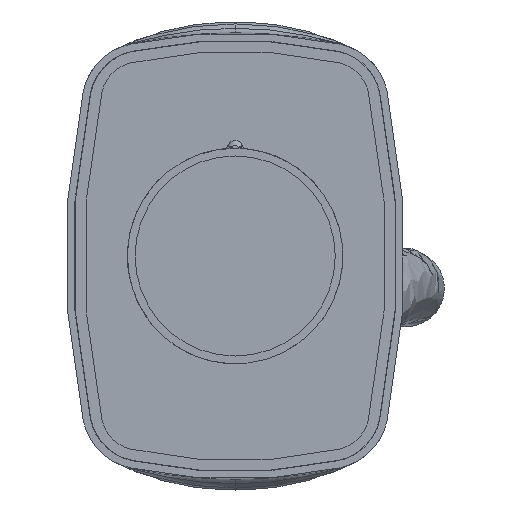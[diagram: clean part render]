
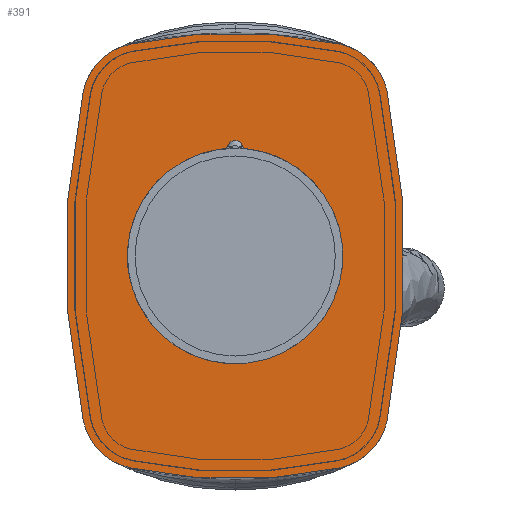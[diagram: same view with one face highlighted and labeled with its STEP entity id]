
A CAD part, left-side view. The second image highlights one B-rep face of the part: STEP entity #391.
In plain terms, the highlighted planar face has unit normal (-1, 0, 0).
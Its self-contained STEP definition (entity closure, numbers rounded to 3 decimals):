
#391=ADVANCED_FACE('',(#851,#852),#853,.T.);
#851=FACE_OUTER_BOUND('',#3707,.T.);
#852=FACE_BOUND('',#3708,.T.);
#853=PLANE('',#3709);
#3707=EDGE_LOOP('',(#6877,#6878,#6879,#6880,#6881,#6882,#6883,#6884));
#3708=EDGE_LOOP('',(#6885,#6886,#6887,#6888));
#3709=AXIS2_PLACEMENT_3D('',#6889,#6890,#6891);
#6877=ORIENTED_EDGE('',*,*,#7690,.T.);
#6878=ORIENTED_EDGE('',*,*,#7400,.T.);
#6879=ORIENTED_EDGE('',*,*,#7368,.T.);
#6880=ORIENTED_EDGE('',*,*,#7688,.T.);
#6881=ORIENTED_EDGE('',*,*,#7686,.T.);
#6882=ORIENTED_EDGE('',*,*,#7438,.T.);
#6883=ORIENTED_EDGE('',*,*,#7683,.T.);
#6884=ORIENTED_EDGE('',*,*,#7669,.F.);
#6885=ORIENTED_EDGE('',*,*,#7336,.F.);
#6886=ORIENTED_EDGE('',*,*,#7313,.T.);
#6887=ORIENTED_EDGE('',*,*,#7334,.F.);
#6888=ORIENTED_EDGE('',*,*,#7692,.T.);
#6889=CARTESIAN_POINT('',(49.7,0.0,0.3));
#6890=DIRECTION('',(-1.0,0.0,0.));
#6891=DIRECTION('',(0.0,-1.0,0.0));
#7313=EDGE_CURVE('',#7877,#7883,#7885,.T.);
#7334=EDGE_CURVE('',#7912,#7883,#7914,.T.);
#7336=EDGE_CURVE('',#7877,#7916,#7917,.T.);
#7368=EDGE_CURVE('',#7962,#7964,#7966,.T.);
#7400=EDGE_CURVE('',#7980,#7962,#8024,.T.);
#7438=EDGE_CURVE('',#8048,#8092,#8094,.T.);
#7669=EDGE_CURVE('',#8408,#8409,#8410,.T.);
#7683=EDGE_CURVE('',#8092,#8409,#8431,.T.);
#7686=EDGE_CURVE('',#8433,#8048,#8435,.T.);
#7688=EDGE_CURVE('',#7964,#8433,#8437,.T.);
#7690=EDGE_CURVE('',#8408,#7980,#8439,.T.);
#7692=EDGE_CURVE('',#7912,#7916,#8441,.T.);
#7877=VERTEX_POINT('',#8809);
#7883=VERTEX_POINT('',#8823);
#7885=CIRCLE('',#8826,0.3);
#7912=VERTEX_POINT('',#8860);
#7914=CIRCLE('',#8863,0.5);
#7916=VERTEX_POINT('',#8865);
#7917=CIRCLE('',#8866,7.0);
#7962=VERTEX_POINT('',#8977);
#7964=VERTEX_POINT('',#8980);
#7966=CIRCLE('',#8983,51.0);
#7980=VERTEX_POINT('',#9029);
#8024=CIRCLE('',#9093,4.0);
#8048=VERTEX_POINT('',#9211);
#8092=VERTEX_POINT('',#9275);
#8094=CIRCLE('',#9278,4.0);
#8408=VERTEX_POINT('',#10143);
#8409=VERTEX_POINT('',#10144);
#8410=CIRCLE('',#10145,4.0);
#8431=CIRCLE('',#10190,51.0);
#8433=VERTEX_POINT('',#10192);
#8435=CIRCLE('',#10195,32.0);
#8437=CIRCLE('',#10197,4.0);
#8439=CIRCLE('',#10199,32.0);
#8441=CIRCLE('',#10201,0.3);
#8809=CARTESIAN_POINT('',(49.7,0.725,7.262));
#8823=CARTESIAN_POINT('',(49.7,0.473,7.463));
#8826=AXIS2_PLACEMENT_3D('',#11285,#11286,#11287);
#8860=CARTESIAN_POINT('',(49.7,-0.473,7.463));
#8863=AXIS2_PLACEMENT_3D('',#11325,#11326,#11327);
#8865=CARTESIAN_POINT('',(49.7,-0.725,7.262));
#8866=AXIS2_PLACEMENT_3D('',#11328,#11329,#11330);
#8977=CARTESIAN_POINT('',(49.7,9.87,10.998));
#8980=CARTESIAN_POINT('',(49.7,9.87,-10.398));
#8983=AXIS2_PLACEMENT_3D('',#11350,#11351,#11352);
#9029=CARTESIAN_POINT('',(49.7,6.81,14.067));
#9093=AXIS2_PLACEMENT_3D('',#11381,#11382,#11383);
#9211=CARTESIAN_POINT('',(49.7,-6.81,-13.467));
#9275=CARTESIAN_POINT('',(49.7,-9.87,-10.398));
#9278=AXIS2_PLACEMENT_3D('',#11413,#11414,#11415);
#10143=CARTESIAN_POINT('',(49.7,-6.81,14.067));
#10144=CARTESIAN_POINT('',(49.7,-9.87,10.998));
#10145=AXIS2_PLACEMENT_3D('',#11504,#11505,#11506);
#10190=AXIS2_PLACEMENT_3D('',#11517,#11518,#11519);
#10192=CARTESIAN_POINT('',(49.7,6.81,-13.467));
#10195=AXIS2_PLACEMENT_3D('',#11521,#11522,#11523);
#10197=AXIS2_PLACEMENT_3D('',#11524,#11525,#11526);
#10199=AXIS2_PLACEMENT_3D('',#11527,#11528,#11529);
#10201=AXIS2_PLACEMENT_3D('',#11530,#11531,#11532);
#11285=CARTESIAN_POINT('',(49.7,0.756,7.561));
#11286=DIRECTION('',(-1.0,0.0,0.));
#11287=DIRECTION('',(0.,0.0,1.0));
#11325=CARTESIAN_POINT('',(49.7,0.,7.3));
#11326=DIRECTION('',(-1.0,0.,0.));
#11327=DIRECTION('',(0.,0.,-1.0));
#11328=CARTESIAN_POINT('',(49.7,0.0,0.3));
#11329=DIRECTION('',(-1.0,0.0,0.));
#11330=DIRECTION('',(0.,0.0,1.0));
#11350=CARTESIAN_POINT('',(49.7,-39.996,0.3));
#11351=DIRECTION('',(-1.0,0.0,0.));
#11352=DIRECTION('',(0.,0.0,-1.0));
#11381=CARTESIAN_POINT('',(49.7,5.959,10.159));
#11382=DIRECTION('',(-1.0,0.0,0.));
#11383=DIRECTION('',(0.,0.0,-1.0));
#11413=CARTESIAN_POINT('',(49.7,-5.959,-9.559));
#11414=DIRECTION('',(-1.0,0.0,0.));
#11415=DIRECTION('',(0.,0.0,-1.0));
#11504=CARTESIAN_POINT('',(49.7,-5.959,10.159));
#11505=DIRECTION('',(1.0,0.0,0.));
#11506=DIRECTION('',(0.,0.0,-1.0));
#11517=CARTESIAN_POINT('',(49.7,39.996,0.3));
#11518=DIRECTION('',(-1.0,0.0,0.));
#11519=DIRECTION('',(0.,0.0,-1.0));
#11521=CARTESIAN_POINT('',(49.7,0.,17.8));
#11522=DIRECTION('',(-1.0,0.0,0.));
#11523=DIRECTION('',(0.,0.0,-1.0));
#11524=CARTESIAN_POINT('',(49.7,5.959,-9.559));
#11525=DIRECTION('',(-1.0,0.0,0.));
#11526=DIRECTION('',(0.,0.0,-1.0));
#11527=CARTESIAN_POINT('',(49.7,0.,-17.2));
#11528=DIRECTION('',(-1.0,0.0,0.));
#11529=DIRECTION('',(0.,0.0,-1.0));
#11530=CARTESIAN_POINT('',(49.7,-0.756,7.561));
#11531=DIRECTION('',(-1.0,0.0,0.));
#11532=DIRECTION('',(0.,0.0,1.0));
